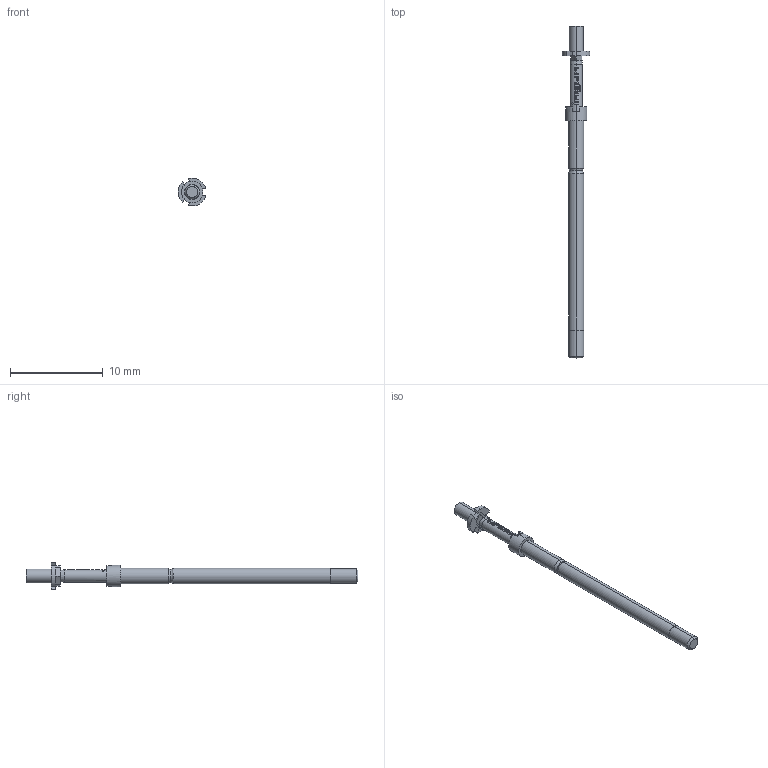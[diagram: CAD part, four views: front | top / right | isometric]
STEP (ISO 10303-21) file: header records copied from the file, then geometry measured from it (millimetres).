
FILE_DESCRIPTION (( 'STEP AP203' ), '1' );
FILE_NAME ('INGUN_T-912_302_150_270_300Axx02M.STEP', '2023-08-31T12:58:01', ( '' ), ( '' ), 'SwSTEP 2.0', 'SolidWorks 2021', '' );
FILE_SCHEMA (( 'CONFIG_CONTROL_DESIGN' ));
Length unit declared in the file: millimetre
Products named in the file (1): INGUN_T-912_302_150_270_300Axx02M
Bounding box: 2.96 x 35.7 x 3 mm (x, y, z)
Volume: 74.7 mm3; surface area: 203.2 mm2
Topology: 1 solids, 1 shells, 139 faces, 385 edges, 252 vertices
Faces by surface type: plane 74, cylinder 35, bspline 22, torus 4, cone 4
Entity records: 4816 total; most frequent: CARTESIAN_POINT 1297, ORIENTED_EDGE 770, DIRECTION 665, EDGE_CURVE 385, VERTEX_POINT 252, AXIS2_PLACEMENT_3D 248, VECTOR 169, LINE 169
